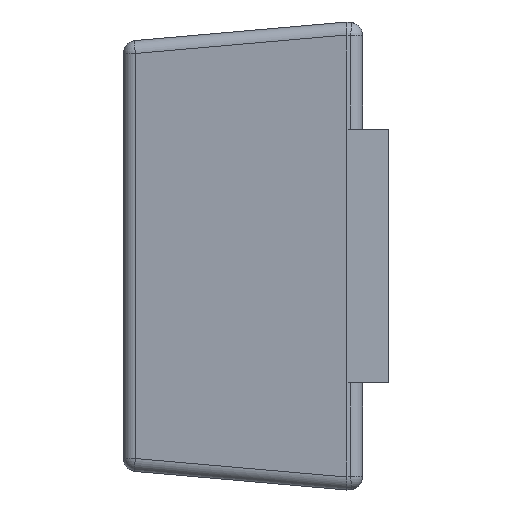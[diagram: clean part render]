
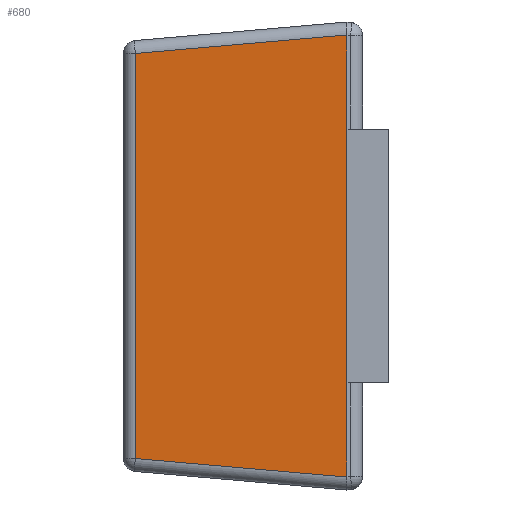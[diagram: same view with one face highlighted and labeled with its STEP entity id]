
A CAD part, left-side view. The second image highlights one B-rep face of the part: STEP entity #680.
In plain terms, the highlighted planar face has unit normal (-0.996, 0.087, 0).
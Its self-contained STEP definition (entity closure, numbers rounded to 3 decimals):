
#12 = CARTESIAN_POINT ( 'NONE',  ( -1.304, 0.974, -0.825 ) ) ;
#71 = ORIENTED_EDGE ( 'NONE', *, *, #175, .T. ) ;
#115 = FACE_OUTER_BOUND ( 'NONE', #183, .T. ) ;
#175 = EDGE_CURVE ( 'NONE', #786, #387, #1631, .T. ) ;
#183 = EDGE_LOOP ( 'NONE', ( #1729, #1503, #71, #791, #831, #1313 ) ) ;
#192 = CARTESIAN_POINT ( 'NONE',  ( -1.375, 0.16, 0.9 ) ) ;
#300 = EDGE_CURVE ( 'NONE', #479, #1738, #1492, .T. ) ;
#330 = DIRECTION ( 'NONE',  ( 0., 0., 1. ) ) ;
#341 = EDGE_CURVE ( 'NONE', #1738, #1652, #855, .T. ) ;
#355 = LINE ( 'NONE', #192, #1740 ) ;
#387 = VERTEX_POINT ( 'NONE', #440 ) ;
#408 = DIRECTION ( 'NONE',  ( 0., 0., 1. ) ) ;
#440 = CARTESIAN_POINT ( 'NONE',  ( -1.375, 0.16, -0.487 ) ) ;
#474 = VECTOR ( 'NONE', #1018, 1000. ) ;
#475 = CARTESIAN_POINT ( 'NONE',  ( -1.375, 0.156, 0.851 ) ) ;
#479 = VERTEX_POINT ( 'NONE', #998 ) ;
#488 = VECTOR ( 'NONE', #1610, 1000. ) ;
#561 = LINE ( 'NONE', #1135, #1296 ) ;
#617 = CARTESIAN_POINT ( 'NONE',  ( -1.375, 0.16, 0.9 ) ) ;
#649 = CARTESIAN_POINT ( 'NONE',  ( -1.375, 0.16, 0.487 ) ) ;
#680 = ADVANCED_FACE ( 'NONE', ( #115 ), #695, .T. ) ;
#695 = PLANE ( 'NONE',  #1131 ) ;
#786 = VERTEX_POINT ( 'NONE', #1255 ) ;
#791 = ORIENTED_EDGE ( 'NONE', *, *, #1270, .T. ) ;
#793 = CARTESIAN_POINT ( 'NONE',  ( -1.304, 0.974, 0.779 ) ) ;
#830 = CARTESIAN_POINT ( 'NONE',  ( -1.375, 0.16, 0.9 ) ) ;
#831 = ORIENTED_EDGE ( 'NONE', *, *, #1014, .T. ) ;
#855 = LINE ( 'NONE', #12, #488 ) ;
#985 = CARTESIAN_POINT ( 'NONE',  ( -1.375, 0.16, 0.9 ) ) ;
#998 = CARTESIAN_POINT ( 'NONE',  ( -1.375, 0.16, 0.85 ) ) ;
#1014 = EDGE_CURVE ( 'NONE', #1041, #479, #355, .T. ) ;
#1018 = DIRECTION ( 'NONE',  ( 0., 0., 1. ) ) ;
#1041 = VERTEX_POINT ( 'NONE', #649 ) ;
#1131 = AXIS2_PLACEMENT_3D ( 'NONE', #830, #1681, #1693 ) ;
#1135 = CARTESIAN_POINT ( 'NONE',  ( -1.362, 0.311, -0.837 ) ) ;
#1255 = CARTESIAN_POINT ( 'NONE',  ( -1.375, 0.16, -0.85 ) ) ;
#1270 = EDGE_CURVE ( 'NONE', #387, #1041, #1855, .T. ) ;
#1296 = VECTOR ( 'NONE', #1572, 1000. ) ;
#1313 = ORIENTED_EDGE ( 'NONE', *, *, #300, .T. ) ;
#1339 = EDGE_CURVE ( 'NONE', #1652, #786, #561, .T. ) ;
#1391 = VECTOR ( 'NONE', #1790, 1000. ) ;
#1392 = CARTESIAN_POINT ( 'NONE',  ( -1.304, 0.974, -0.779 ) ) ;
#1492 = LINE ( 'NONE', #475, #1391 ) ;
#1503 = ORIENTED_EDGE ( 'NONE', *, *, #1339, .T. ) ;
#1572 = DIRECTION ( 'NONE',  ( -0.087, -0.992, -0.087 ) ) ;
#1610 = DIRECTION ( 'NONE',  ( 0., 0., -1. ) ) ;
#1631 = LINE ( 'NONE', #617, #474 ) ;
#1652 = VERTEX_POINT ( 'NONE', #1392 ) ;
#1681 = DIRECTION ( 'NONE',  ( -0.996, 0.087, 0. ) ) ;
#1693 = DIRECTION ( 'NONE',  ( 0., 0., 1. ) ) ;
#1729 = ORIENTED_EDGE ( 'NONE', *, *, #341, .T. ) ;
#1738 = VERTEX_POINT ( 'NONE', #793 ) ;
#1740 = VECTOR ( 'NONE', #330, 1000. ) ;
#1790 = DIRECTION ( 'NONE',  ( 0.087, 0.992, -0.087 ) ) ;
#1842 = VECTOR ( 'NONE', #408, 1000. ) ;
#1855 = LINE ( 'NONE', #985, #1842 ) ;
